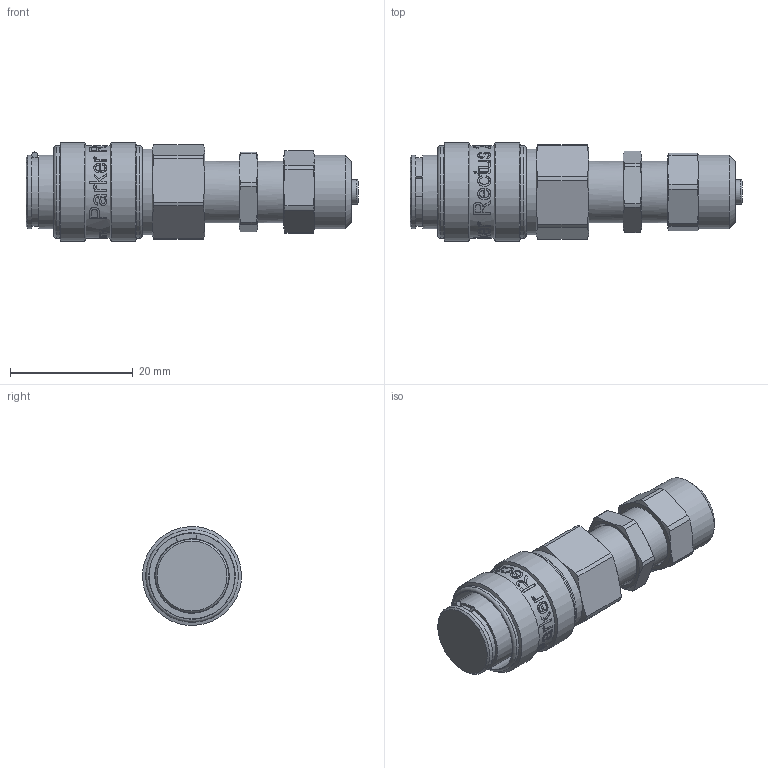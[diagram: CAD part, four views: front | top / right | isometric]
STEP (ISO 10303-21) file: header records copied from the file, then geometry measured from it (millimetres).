
FILE_DESCRIPTION((''),'2;1');
FILE_NAME('21kaks06mpx.stp','2013-10-07T12:56:15',('IA176480'),(''),'Autodesk Inventor 2013','Autodesk Inventor 2013','');
FILE_SCHEMA(('AUTOMOTIVE_DESIGN { 1 0 10303 214 1 1 1 1 }'));
Length unit declared in the file: millimetre
Products named in the file (1): D107913
Bounding box: 54.15 x 16.13 x 16.13 mm (x, y, z)
Volume: 6801.7 mm3; surface area: 4627.6 mm2
Topology: 2 solids, 4 shells, 525 faces, 1351 edges, 880 vertices
Faces by surface type: bspline 214, plane 167, cylinder 80, cone 58, torus 6
Full cylindrical faces by diameter (mm): 3.95 x1, 4.6 x1, 6.2 x1, 10 x3, 10.5 x1, 10.871 x1, 11.15 x1, 11.4 x1, 12 x4, 12.15 x1, 14 x3, 15.1 x3, 16.15 x2
Entity records: 62680 total; most frequent: CARTESIAN_POINT 51431, ORIENTED_EDGE 2568, DIRECTION 1481, EDGE_CURVE 1284, VERTEX_POINT 866, EDGE_LOOP 628, B_SPLINE_CURVE_WITH_KNOTS 559, FACE_OUTER_BOUND 524
